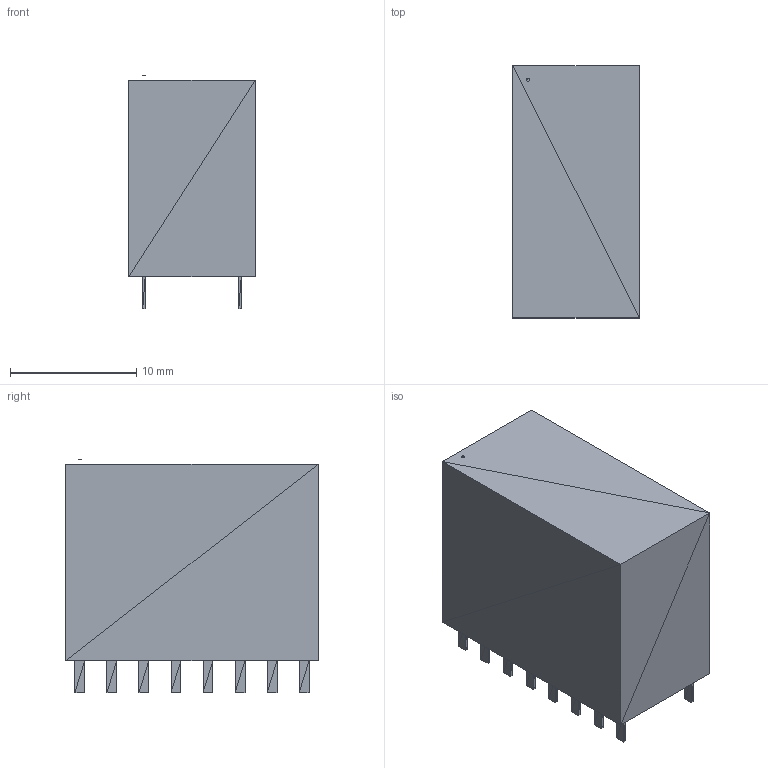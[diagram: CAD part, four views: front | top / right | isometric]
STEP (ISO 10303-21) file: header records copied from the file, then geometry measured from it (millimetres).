
FILE_DESCRIPTION(('STEP AP214'),'1');
FILE_NAME('PAN_ALQ1','2017-09-19T21:05:42',(''),(''),'','','');
FILE_SCHEMA(('AUTOMOTIVE_DESIGN'));
Length unit declared in the file: millimetre
Products named in the file (1): product
Bounding box: 10.01 x 19.99 x 18.55 mm (x, y, z)
Surface area: 1420.8 mm2 (no closed solid volume)
Topology: 0 solids, 332 shells, 332 faces, 996 edges, 996 vertices
Faces by surface type: plane 332
Entity records: 11015 total; most frequent: CARTESIAN_POINT 2325, DIRECTION 1662, ORIENTED_EDGE 996, EDGE_CURVE 996, VERTEX_POINT 996, LINE 996, VECTOR 996, AXIS2_PLACEMENT_3D 333
